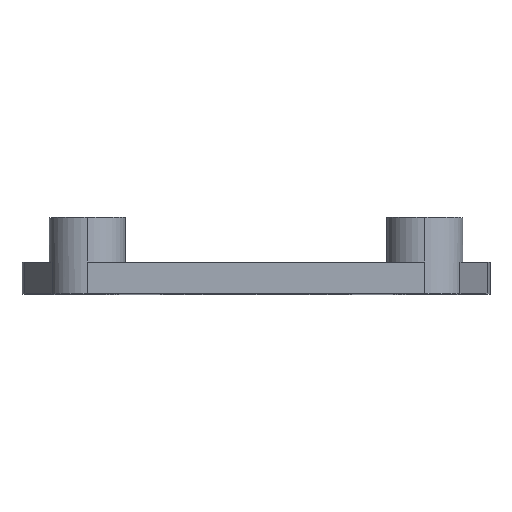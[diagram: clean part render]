
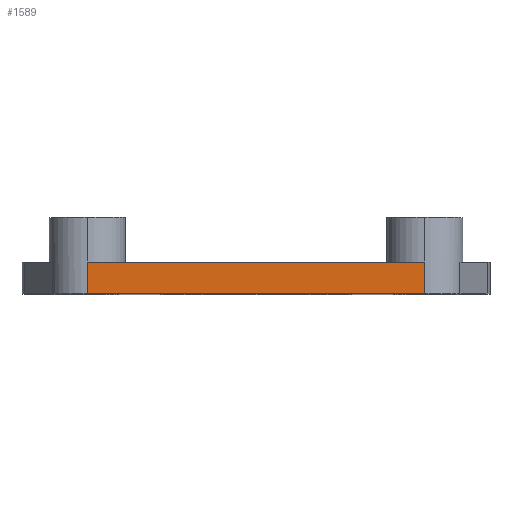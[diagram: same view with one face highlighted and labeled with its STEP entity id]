
A CAD part, top view. The second image highlights one B-rep face of the part: STEP entity #1589.
In plain terms, the highlighted planar face has unit normal (0, 0, 1).
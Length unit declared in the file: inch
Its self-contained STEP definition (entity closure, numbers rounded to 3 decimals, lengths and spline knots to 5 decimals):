
#42 = ORIENTED_EDGE ( 'NONE', *, *, #507, .F. ) ;
#46 = CARTESIAN_POINT ( 'NONE',  ( -0.616, 0., 0.65 ) ) ;
#80 = VECTOR ( 'NONE', #1211, 39.37008 ) ;
#105 = VERTEX_POINT ( 'NONE', #625 ) ;
#116 = AXIS2_PLACEMENT_3D ( 'NONE', #563, #272, #1284 ) ;
#144 = DIRECTION ( 'NONE',  ( 1., 0., 0. ) ) ;
#272 = DIRECTION ( 'NONE',  ( 0., 0., -1. ) ) ;
#286 = LINE ( 'NONE', #46, #1404 ) ;
#335 = EDGE_LOOP ( 'NONE', ( #42, #1567, #1239, #1570 ) ) ;
#374 = LINE ( 'NONE', #604, #1884 ) ;
#418 = CARTESIAN_POINT ( 'NONE',  ( 0.53033, 0.1, 0.65 ) ) ;
#454 = CARTESIAN_POINT ( 'NONE',  ( -0.53033, 0.1, 0.65 ) ) ;
#461 = VERTEX_POINT ( 'NONE', #418 ) ;
#464 = DIRECTION ( 'NONE',  ( 0., 1., 0. ) ) ;
#484 = VERTEX_POINT ( 'NONE', #454 ) ;
#507 = EDGE_CURVE ( 'NONE', #484, #461, #374, .T. ) ;
#511 = EDGE_CURVE ( 'NONE', #105, #484, #1188, .T. ) ;
#563 = CARTESIAN_POINT ( 'NONE',  ( -0.616, 0.1, 0.65 ) ) ;
#574 = CARTESIAN_POINT ( 'NONE',  ( -0.53033, 0., 0.65 ) ) ;
#604 = CARTESIAN_POINT ( 'NONE',  ( -0.616, 0.1, 0.65 ) ) ;
#625 = CARTESIAN_POINT ( 'NONE',  ( -0.53033, 0., 0.65 ) ) ;
#710 = LINE ( 'NONE', #1073, #80 ) ;
#868 = VERTEX_POINT ( 'NONE', #1837 ) ;
#1068 = DIRECTION ( 'NONE',  ( 1., 0., 0. ) ) ;
#1073 = CARTESIAN_POINT ( 'NONE',  ( 0.53033, 0., 0.65 ) ) ;
#1188 = LINE ( 'NONE', #574, #1538 ) ;
#1211 = DIRECTION ( 'NONE',  ( 0., 1., 0. ) ) ;
#1239 = ORIENTED_EDGE ( 'NONE', *, *, #1318, .T. ) ;
#1284 = DIRECTION ( 'NONE',  ( -1., 0., 0. ) ) ;
#1318 = EDGE_CURVE ( 'NONE', #105, #868, #286, .T. ) ;
#1404 = VECTOR ( 'NONE', #1068, 39.37008 ) ;
#1496 = FACE_OUTER_BOUND ( 'NONE', #335, .T. ) ;
#1538 = VECTOR ( 'NONE', #464, 39.37008 ) ;
#1567 = ORIENTED_EDGE ( 'NONE', *, *, #511, .F. ) ;
#1570 = ORIENTED_EDGE ( 'NONE', *, *, #1792, .T. ) ;
#1589 = ADVANCED_FACE ( 'NONE', ( #1496 ), #1880, .F. ) ;
#1792 = EDGE_CURVE ( 'NONE', #868, #461, #710, .T. ) ;
#1837 = CARTESIAN_POINT ( 'NONE',  ( 0.53033, 0., 0.65 ) ) ;
#1880 = PLANE ( 'NONE',  #116 ) ;
#1884 = VECTOR ( 'NONE', #144, 39.37008 ) ;
